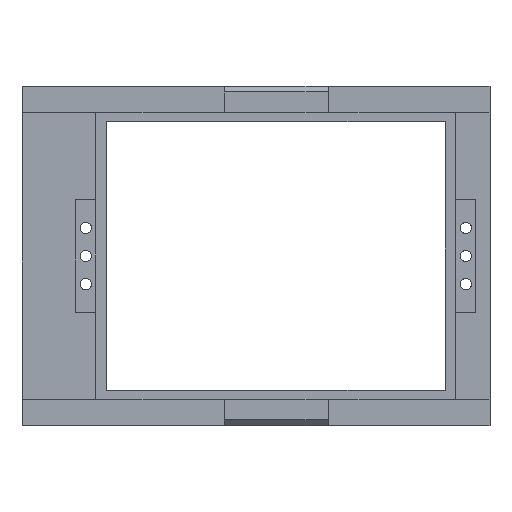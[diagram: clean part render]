
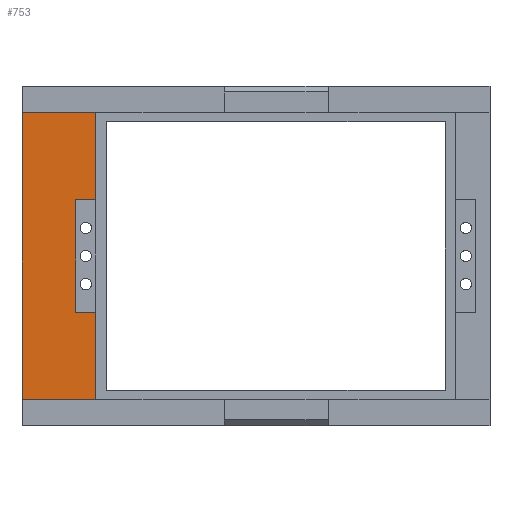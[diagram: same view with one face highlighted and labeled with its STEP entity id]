
A CAD part, top view. The second image highlights one B-rep face of the part: STEP entity #753.
In plain terms, the highlighted planar face has unit normal (0, 0, 1).
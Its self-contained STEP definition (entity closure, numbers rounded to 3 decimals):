
#72 = VERTEX_POINT('',#73);
#73 = CARTESIAN_POINT('',(-56.955,-51.,11.2));
#203 = EDGE_CURVE('',#204,#72,#206,.T.);
#204 = VERTEX_POINT('',#205);
#205 = CARTESIAN_POINT('',(-83.205,-51.,11.2));
#206 = LINE('',#207,#208);
#207 = CARTESIAN_POINT('',(28.378,-51.,11.2));
#208 = VECTOR('',#209,1.);
#209 = DIRECTION('',(1.,0.,0.));
#233 = EDGE_CURVE('',#72,#234,#236,.T.);
#234 = VERTEX_POINT('',#235);
#235 = CARTESIAN_POINT('',(-56.955,-20.,11.2));
#236 = LINE('',#237,#238);
#237 = CARTESIAN_POINT('',(-56.955,-51.,11.2));
#238 = VECTOR('',#239,1.);
#239 = DIRECTION('',(0.,1.,0.));
#251 = VERTEX_POINT('',#252);
#252 = CARTESIAN_POINT('',(-56.955,51.,11.2));
#258 = EDGE_CURVE('',#259,#251,#261,.T.);
#259 = VERTEX_POINT('',#260);
#260 = CARTESIAN_POINT('',(-56.955,20.,11.2));
#261 = LINE('',#262,#263);
#262 = CARTESIAN_POINT('',(-56.955,-51.,11.2));
#263 = VECTOR('',#264,1.);
#264 = DIRECTION('',(0.,1.,0.));
#727 = EDGE_CURVE('',#204,#728,#730,.T.);
#728 = VERTEX_POINT('',#729);
#729 = CARTESIAN_POINT('',(-83.205,51.,11.2));
#730 = LINE('',#731,#732);
#731 = CARTESIAN_POINT('',(-83.205,-60.305,11.2));
#732 = VECTOR('',#733,1.);
#733 = DIRECTION('',(0.,1.,0.));
#753 = ADVANCED_FACE('',(#754),#788,.T.);
#754 = FACE_BOUND('',#755,.T.);
#755 = EDGE_LOOP('',(#756,#762,#763,#764,#765,#773,#781,#787));
#756 = ORIENTED_EDGE('',*,*,#757,.F.);
#757 = EDGE_CURVE('',#728,#251,#758,.T.);
#758 = LINE('',#759,#760);
#759 = CARTESIAN_POINT('',(28.378,51.,11.2));
#760 = VECTOR('',#761,1.);
#761 = DIRECTION('',(1.,0.,0.));
#762 = ORIENTED_EDGE('',*,*,#727,.F.);
#763 = ORIENTED_EDGE('',*,*,#203,.T.);
#764 = ORIENTED_EDGE('',*,*,#233,.T.);
#765 = ORIENTED_EDGE('',*,*,#766,.F.);
#766 = EDGE_CURVE('',#767,#234,#769,.T.);
#767 = VERTEX_POINT('',#768);
#768 = CARTESIAN_POINT('',(-64.115,-20.,11.2));
#769 = LINE('',#770,#771);
#770 = CARTESIAN_POINT('',(-64.115,-20.,11.2));
#771 = VECTOR('',#772,1.);
#772 = DIRECTION('',(1.,0.,0.));
#773 = ORIENTED_EDGE('',*,*,#774,.F.);
#774 = EDGE_CURVE('',#775,#767,#777,.T.);
#775 = VERTEX_POINT('',#776);
#776 = CARTESIAN_POINT('',(-64.115,20.,11.2));
#777 = LINE('',#778,#779);
#778 = CARTESIAN_POINT('',(-64.115,20.,11.2));
#779 = VECTOR('',#780,1.);
#780 = DIRECTION('',(0.,-1.,0.));
#781 = ORIENTED_EDGE('',*,*,#782,.F.);
#782 = EDGE_CURVE('',#259,#775,#783,.T.);
#783 = LINE('',#784,#785);
#784 = CARTESIAN_POINT('',(-56.955,20.,11.2));
#785 = VECTOR('',#786,1.);
#786 = DIRECTION('',(-1.,0.,0.));
#787 = ORIENTED_EDGE('',*,*,#258,.T.);
#788 = PLANE('',#789);
#789 = AXIS2_PLACEMENT_3D('',#790,#791,#792);
#790 = CARTESIAN_POINT('',(3.025,0.,11.2));
#791 = DIRECTION('',(0.,0.,1.));
#792 = DIRECTION('',(1.,0.,0.));
